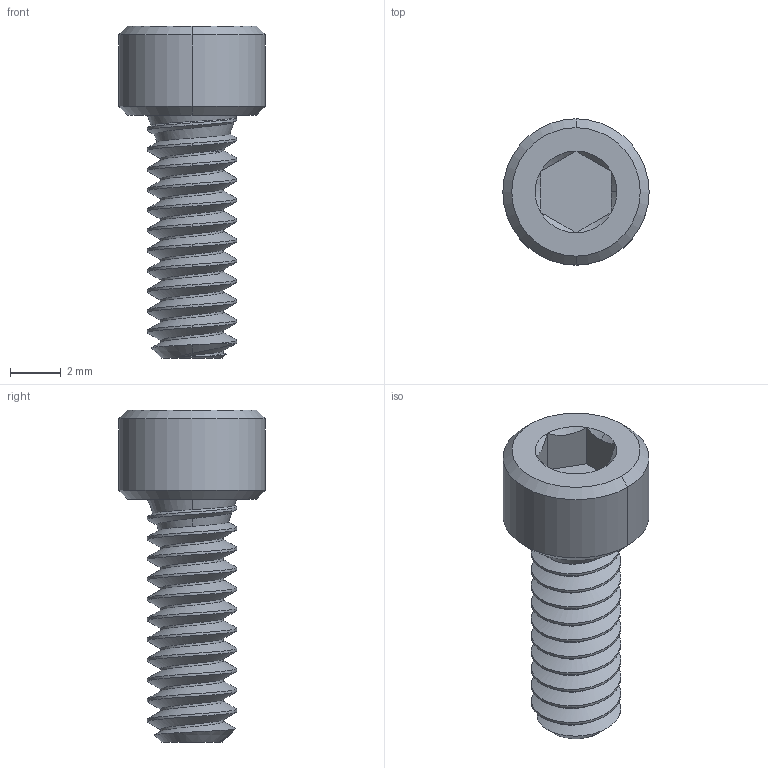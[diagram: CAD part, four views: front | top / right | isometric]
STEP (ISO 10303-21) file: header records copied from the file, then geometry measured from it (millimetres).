
FILE_DESCRIPTION (( 'STEP AP214' ), '1' );
FILE_NAME ('91251A146_Black-Oxide Alloy Steel Socket Head Screw.STEP', '2022-09-16T18:12:54', ( '' ), ( '' ), 'SwSTEP 2.0', 'SolidWorks 2022', '' );
FILE_SCHEMA (( 'AUTOMOTIVE_DESIGN' ));
Length unit declared in the file: inch
Products named in the file (1): 91251A146_Black-Oxide Alloy Steel Socket Head Screw
Bounding box: 5.74 x 5.74 x 13.03 mm (x, y, z)
Volume: 145.2 mm3; surface area: 270.1 mm2
Topology: 1 solids, 1 shells, 58 faces, 144 edges, 90 vertices
Faces by surface type: cylinder 25, cone 20, plane 10, bspline 3
Entity records: 3766 total; most frequent: CARTESIAN_POINT 2539, ORIENTED_EDGE 288, DIRECTION 205, EDGE_CURVE 144, VERTEX_POINT 90, AXIS2_PLACEMENT_3D 78, EDGE_LOOP 60, ADVANCED_FACE 58
